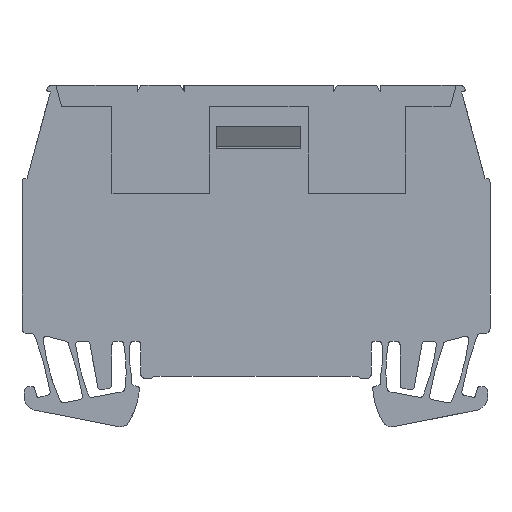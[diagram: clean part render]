
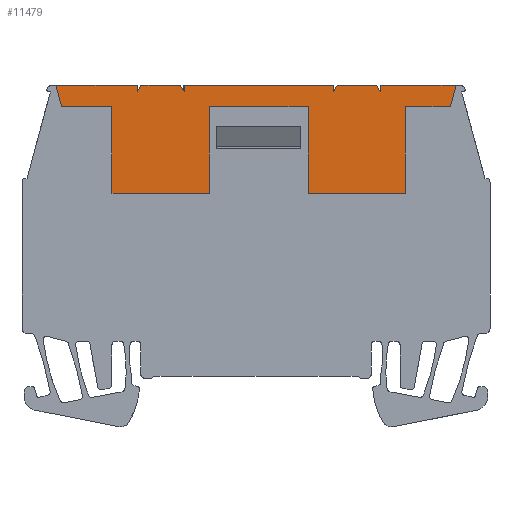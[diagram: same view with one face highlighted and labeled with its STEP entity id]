
A CAD part, left-side view. The second image highlights one B-rep face of the part: STEP entity #11479.
In plain terms, the highlighted planar face has unit normal (-1, 0, 0).
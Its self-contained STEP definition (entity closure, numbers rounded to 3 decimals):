
#11392=AXIS2_PLACEMENT_3D('Plane Axis2P3D',#11389,#11390,#11391) ;
#5212=CARTESIAN_POINT('Line Origine',(0.5,54.652,47.45)) ;
#5216=CARTESIAN_POINT('Vertex',(0.5,49.,47.45)) ;
#5218=CARTESIAN_POINT('Vertex',(0.5,60.304,47.45)) ;
#9049=CARTESIAN_POINT('Line Origine',(0.5,9.973,47.45)) ;
#9053=CARTESIAN_POINT('Vertex',(0.5,4.696,47.45)) ;
#9055=CARTESIAN_POINT('Vertex',(0.5,15.25,47.45)) ;
#9860=CARTESIAN_POINT('Vertex',(0.5,42.5,46.55)) ;
#9863=CARTESIAN_POINT('Line Origine',(0.5,42.5,47.)) ;
#9867=CARTESIAN_POINT('Vertex',(0.5,42.5,47.45)) ;
#9966=CARTESIAN_POINT('Line Origine',(0.5,49.,47.)) ;
#9970=CARTESIAN_POINT('Vertex',(0.5,49.,46.55)) ;
#11060=CARTESIAN_POINT('Vertex',(0.5,5.5,44.45)) ;
#11063=CARTESIAN_POINT('Line Origine',(0.5,5.098,45.95)) ;
#11084=CARTESIAN_POINT('Vertex',(0.5,11.75,44.45)) ;
#11087=CARTESIAN_POINT('Line Origine',(0.5,8.625,44.45)) ;
#11104=CARTESIAN_POINT('Line Origine',(0.5,11.75,38.45)) ;
#11108=CARTESIAN_POINT('Vertex',(0.5,11.75,32.45)) ;
#11128=CARTESIAN_POINT('Line Origine',(0.5,18.5,32.45)) ;
#11132=CARTESIAN_POINT('Vertex',(0.5,25.25,32.45)) ;
#11152=CARTESIAN_POINT('Line Origine',(0.5,25.25,38.45)) ;
#11156=CARTESIAN_POINT('Vertex',(0.5,25.25,44.45)) ;
#11171=CARTESIAN_POINT('Line Origine',(0.5,32.125,44.45)) ;
#11175=CARTESIAN_POINT('Vertex',(0.5,39.,44.45)) ;
#11195=CARTESIAN_POINT('Line Origine',(0.5,39.,38.45)) ;
#11199=CARTESIAN_POINT('Vertex',(0.5,39.,32.45)) ;
#11214=CARTESIAN_POINT('Line Origine',(0.5,45.75,32.45)) ;
#11218=CARTESIAN_POINT('Vertex',(0.5,52.5,32.45)) ;
#11238=CARTESIAN_POINT('Line Origine',(0.5,52.5,38.45)) ;
#11242=CARTESIAN_POINT('Vertex',(0.5,52.5,44.45)) ;
#11257=CARTESIAN_POINT('Line Origine',(0.5,56.,44.45)) ;
#11261=CARTESIAN_POINT('Vertex',(0.5,59.5,44.45)) ;
#11281=CARTESIAN_POINT('Line Origine',(0.5,59.902,45.95)) ;
#11389=CARTESIAN_POINT('Axis2P3D Location',(0.5,32.5,12.95)) ;
#11394=CARTESIAN_POINT('Line Origine',(0.5,21.75,47.)) ;
#11398=CARTESIAN_POINT('Vertex',(0.5,21.75,46.55)) ;
#11400=CARTESIAN_POINT('Vertex',(0.5,21.75,47.45)) ;
#11403=CARTESIAN_POINT('Line Origine',(0.5,32.125,47.45)) ;
#11408=CARTESIAN_POINT('Line Origine',(0.5,42.76,47.)) ;
#11412=CARTESIAN_POINT('Vertex',(0.5,43.02,47.45)) ;
#11415=CARTESIAN_POINT('Line Origine',(0.5,45.75,47.45)) ;
#11419=CARTESIAN_POINT('Vertex',(0.5,48.48,47.45)) ;
#11422=CARTESIAN_POINT('Line Origine',(0.5,48.74,47.)) ;
#11427=CARTESIAN_POINT('Line Origine',(0.5,15.25,47.)) ;
#11431=CARTESIAN_POINT('Vertex',(0.5,15.25,46.55)) ;
#11434=CARTESIAN_POINT('Line Origine',(0.5,15.51,47.)) ;
#11438=CARTESIAN_POINT('Vertex',(0.5,15.77,47.45)) ;
#11441=CARTESIAN_POINT('Line Origine',(0.5,18.5,47.45)) ;
#11445=CARTESIAN_POINT('Vertex',(0.5,21.23,47.45)) ;
#11448=CARTESIAN_POINT('Line Origine',(0.5,21.49,47.)) ;
#5213=DIRECTION('Vector Direction',(0.,1.,0.)) ;
#9050=DIRECTION('Vector Direction',(0.,1.,0.)) ;
#9864=DIRECTION('Vector Direction',(0.,0.,-1.)) ;
#9967=DIRECTION('Vector Direction',(0.,0.,-1.)) ;
#11064=DIRECTION('Vector Direction',(0.,-0.259,0.966)) ;
#11088=DIRECTION('Vector Direction',(0.,-1.,0.)) ;
#11105=DIRECTION('Vector Direction',(0.,0.,-1.)) ;
#11129=DIRECTION('Vector Direction',(0.,-1.,0.)) ;
#11153=DIRECTION('Vector Direction',(0.,0.,-1.)) ;
#11172=DIRECTION('Vector Direction',(0.,-1.,0.)) ;
#11196=DIRECTION('Vector Direction',(0.,0.,-1.)) ;
#11215=DIRECTION('Vector Direction',(0.,-1.,0.)) ;
#11239=DIRECTION('Vector Direction',(0.,0.,-1.)) ;
#11258=DIRECTION('Vector Direction',(0.,-1.,0.)) ;
#11282=DIRECTION('Vector Direction',(0.,0.259,0.966)) ;
#11390=DIRECTION('Axis2P3D Direction',(-1.,0.,0.)) ;
#11391=DIRECTION('Axis2P3D XDirection',(0.,0.,-1.)) ;
#11395=DIRECTION('Vector Direction',(0.,0.,-1.)) ;
#11404=DIRECTION('Vector Direction',(0.,1.,0.)) ;
#11409=DIRECTION('Vector Direction',(0.,-0.5,-0.866)) ;
#11416=DIRECTION('Vector Direction',(0.,1.,0.)) ;
#11423=DIRECTION('Vector Direction',(0.,0.5,-0.866)) ;
#11428=DIRECTION('Vector Direction',(0.,0.,-1.)) ;
#11435=DIRECTION('Vector Direction',(0.,-0.5,-0.866)) ;
#11442=DIRECTION('Vector Direction',(0.,1.,0.)) ;
#11449=DIRECTION('Vector Direction',(0.,0.5,-0.866)) ;
#5214=VECTOR('Line Direction',#5213,1.) ;
#9051=VECTOR('Line Direction',#9050,1.) ;
#9865=VECTOR('Line Direction',#9864,1.) ;
#9968=VECTOR('Line Direction',#9967,1.) ;
#11065=VECTOR('Line Direction',#11064,1.) ;
#11089=VECTOR('Line Direction',#11088,1.) ;
#11106=VECTOR('Line Direction',#11105,1.) ;
#11130=VECTOR('Line Direction',#11129,1.) ;
#11154=VECTOR('Line Direction',#11153,1.) ;
#11173=VECTOR('Line Direction',#11172,1.) ;
#11197=VECTOR('Line Direction',#11196,1.) ;
#11216=VECTOR('Line Direction',#11215,1.) ;
#11240=VECTOR('Line Direction',#11239,1.) ;
#11259=VECTOR('Line Direction',#11258,1.) ;
#11283=VECTOR('Line Direction',#11282,1.) ;
#11396=VECTOR('Line Direction',#11395,1.) ;
#11405=VECTOR('Line Direction',#11404,1.) ;
#11410=VECTOR('Line Direction',#11409,1.) ;
#11417=VECTOR('Line Direction',#11416,1.) ;
#11424=VECTOR('Line Direction',#11423,1.) ;
#11429=VECTOR('Line Direction',#11428,1.) ;
#11436=VECTOR('Line Direction',#11435,1.) ;
#11443=VECTOR('Line Direction',#11442,1.) ;
#11450=VECTOR('Line Direction',#11449,1.) ;
#11454=ORIENTED_EDGE('',*,*,#11402,.T.) ;
#11455=ORIENTED_EDGE('',*,*,#11407,.T.) ;
#11456=ORIENTED_EDGE('',*,*,#9869,.T.) ;
#11457=ORIENTED_EDGE('',*,*,#11414,.T.) ;
#11458=ORIENTED_EDGE('',*,*,#11421,.T.) ;
#11459=ORIENTED_EDGE('',*,*,#11426,.T.) ;
#11460=ORIENTED_EDGE('',*,*,#9972,.T.) ;
#11461=ORIENTED_EDGE('',*,*,#5220,.T.) ;
#11462=ORIENTED_EDGE('',*,*,#11285,.T.) ;
#11463=ORIENTED_EDGE('',*,*,#11263,.T.) ;
#11464=ORIENTED_EDGE('',*,*,#11244,.T.) ;
#11465=ORIENTED_EDGE('',*,*,#11220,.T.) ;
#11466=ORIENTED_EDGE('',*,*,#11201,.T.) ;
#11467=ORIENTED_EDGE('',*,*,#11177,.T.) ;
#11468=ORIENTED_EDGE('',*,*,#11158,.T.) ;
#11469=ORIENTED_EDGE('',*,*,#11134,.T.) ;
#11470=ORIENTED_EDGE('',*,*,#11110,.T.) ;
#11471=ORIENTED_EDGE('',*,*,#11091,.T.) ;
#11472=ORIENTED_EDGE('',*,*,#11067,.T.) ;
#11473=ORIENTED_EDGE('',*,*,#9057,.T.) ;
#11474=ORIENTED_EDGE('',*,*,#11433,.T.) ;
#11475=ORIENTED_EDGE('',*,*,#11440,.T.) ;
#11476=ORIENTED_EDGE('',*,*,#11447,.T.) ;
#11477=ORIENTED_EDGE('',*,*,#11452,.T.) ;
#11479=ADVANCED_FACE('KLTR',(#11478),#11393,.T.) ;
#5220=EDGE_CURVE('',#5217,#5219,#5215,.T.) ;
#9057=EDGE_CURVE('',#9054,#9056,#9052,.T.) ;
#9869=EDGE_CURVE('',#9868,#9861,#9866,.T.) ;
#9972=EDGE_CURVE('',#9971,#5217,#9969,.F.) ;
#11067=EDGE_CURVE('',#11061,#9054,#11066,.T.) ;
#11091=EDGE_CURVE('',#11085,#11061,#11090,.T.) ;
#11110=EDGE_CURVE('',#11109,#11085,#11107,.F.) ;
#11134=EDGE_CURVE('',#11133,#11109,#11131,.T.) ;
#11158=EDGE_CURVE('',#11157,#11133,#11155,.T.) ;
#11177=EDGE_CURVE('',#11176,#11157,#11174,.T.) ;
#11201=EDGE_CURVE('',#11200,#11176,#11198,.F.) ;
#11220=EDGE_CURVE('',#11219,#11200,#11217,.T.) ;
#11244=EDGE_CURVE('',#11243,#11219,#11241,.T.) ;
#11263=EDGE_CURVE('',#11262,#11243,#11260,.T.) ;
#11285=EDGE_CURVE('',#5219,#11262,#11284,.F.) ;
#11402=EDGE_CURVE('',#11399,#11401,#11397,.F.) ;
#11407=EDGE_CURVE('',#11401,#9868,#11406,.T.) ;
#11414=EDGE_CURVE('',#9861,#11413,#11411,.F.) ;
#11421=EDGE_CURVE('',#11413,#11420,#11418,.T.) ;
#11426=EDGE_CURVE('',#11420,#9971,#11425,.T.) ;
#11433=EDGE_CURVE('',#9056,#11432,#11430,.T.) ;
#11440=EDGE_CURVE('',#11432,#11439,#11437,.F.) ;
#11447=EDGE_CURVE('',#11439,#11446,#11444,.T.) ;
#11452=EDGE_CURVE('',#11446,#11399,#11451,.T.) ;
#11453=EDGE_LOOP('',(#11454,#11455,#11456,#11457,#11458,#11459,#11460,#11461,#11462,#11463,#11464,#11465,#11466,#11467,#11468,#11469,#11470,#11471,#11472,#11473,#11474,#11475,#11476,#11477)) ;
#11478=FACE_OUTER_BOUND('',#11453,.T.) ;
#5215=LINE('Line',#5212,#5214) ;
#9052=LINE('Line',#9049,#9051) ;
#9866=LINE('Line',#9863,#9865) ;
#9969=LINE('Line',#9966,#9968) ;
#11066=LINE('Line',#11063,#11065) ;
#11090=LINE('Line',#11087,#11089) ;
#11107=LINE('Line',#11104,#11106) ;
#11131=LINE('Line',#11128,#11130) ;
#11155=LINE('Line',#11152,#11154) ;
#11174=LINE('Line',#11171,#11173) ;
#11198=LINE('Line',#11195,#11197) ;
#11217=LINE('Line',#11214,#11216) ;
#11241=LINE('Line',#11238,#11240) ;
#11260=LINE('Line',#11257,#11259) ;
#11284=LINE('Line',#11281,#11283) ;
#11397=LINE('Line',#11394,#11396) ;
#11406=LINE('Line',#11403,#11405) ;
#11411=LINE('Line',#11408,#11410) ;
#11418=LINE('Line',#11415,#11417) ;
#11425=LINE('Line',#11422,#11424) ;
#11430=LINE('Line',#11427,#11429) ;
#11437=LINE('Line',#11434,#11436) ;
#11444=LINE('Line',#11441,#11443) ;
#11451=LINE('Line',#11448,#11450) ;
#11393=PLANE('',#11392) ;
#5217=VERTEX_POINT('',#5216) ;
#5219=VERTEX_POINT('',#5218) ;
#9054=VERTEX_POINT('',#9053) ;
#9056=VERTEX_POINT('',#9055) ;
#9861=VERTEX_POINT('',#9860) ;
#9868=VERTEX_POINT('',#9867) ;
#9971=VERTEX_POINT('',#9970) ;
#11061=VERTEX_POINT('',#11060) ;
#11085=VERTEX_POINT('',#11084) ;
#11109=VERTEX_POINT('',#11108) ;
#11133=VERTEX_POINT('',#11132) ;
#11157=VERTEX_POINT('',#11156) ;
#11176=VERTEX_POINT('',#11175) ;
#11200=VERTEX_POINT('',#11199) ;
#11219=VERTEX_POINT('',#11218) ;
#11243=VERTEX_POINT('',#11242) ;
#11262=VERTEX_POINT('',#11261) ;
#11399=VERTEX_POINT('',#11398) ;
#11401=VERTEX_POINT('',#11400) ;
#11413=VERTEX_POINT('',#11412) ;
#11420=VERTEX_POINT('',#11419) ;
#11432=VERTEX_POINT('',#11431) ;
#11439=VERTEX_POINT('',#11438) ;
#11446=VERTEX_POINT('',#11445) ;
